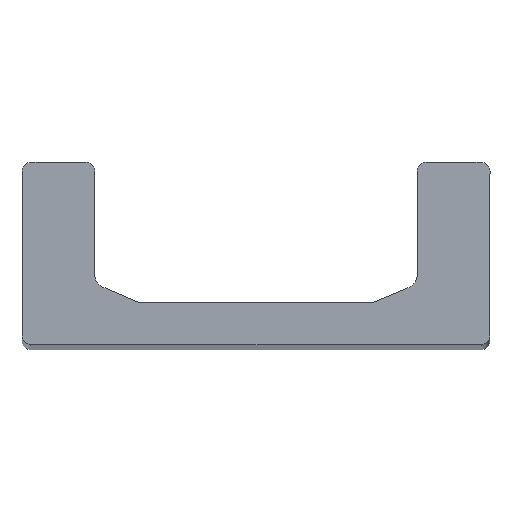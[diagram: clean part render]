
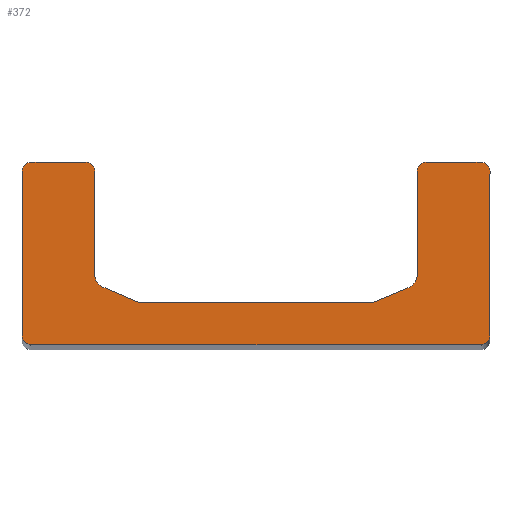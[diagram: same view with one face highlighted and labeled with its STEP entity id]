
A CAD part, top view. The second image highlights one B-rep face of the part: STEP entity #372.
In plain terms, the highlighted planar face has unit normal (0, 0, 1).
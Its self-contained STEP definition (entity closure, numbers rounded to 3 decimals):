
#1 = AXIS2_PLACEMENT_3D ( 'NONE', #463, #471, #472 ) ;
#2 = EDGE_CURVE ( 'NONE', #415, #424, #216, .T. ) ;
#3 = AXIS2_PLACEMENT_3D ( 'NONE', #466, #468, #469 ) ;
#4 = AXIS2_PLACEMENT_3D ( 'NONE', #457, #458, #459 ) ;
#5 = AXIS2_PLACEMENT_3D ( 'NONE', #494, #495, #496 ) ;
#7 = EDGE_CURVE ( 'NONE', #411, #419, #226, .T. ) ;
#8 = EDGE_CURVE ( 'NONE', #407, #406, #221, .T. ) ;
#12 = EDGE_CURVE ( 'NONE', #417, #410, #270, .T. ) ;
#15 = EDGE_CURVE ( 'NONE', #422, #402, #220, .T. ) ;
#16 = EDGE_CURVE ( 'NONE', #427, #418, #255, .T. ) ;
#23 = EDGE_CURVE ( 'NONE', #419, #417, #319, .T. ) ;
#27 = EDGE_CURVE ( 'NONE', #424, #427, #305, .T. ) ;
#28 = EDGE_CURVE ( 'NONE', #410, #415, #306, .T. ) ;
#29 = EDGE_CURVE ( 'NONE', #418, #408, #308, .T. ) ;
#30 = EDGE_CURVE ( 'NONE', #416, #422, #310, .T. ) ;
#31 = EDGE_CURVE ( 'NONE', #408, #416, #248, .T. ) ;
#32 = EDGE_CURVE ( 'NONE', #402, #399, #311, .T. ) ;
#33 = EDGE_CURVE ( 'NONE', #399, #397, #313, .T. ) ;
#34 = EDGE_CURVE ( 'NONE', #397, #396, #279, .T. ) ;
#35 = EDGE_CURVE ( 'NONE', #396, #400, #304, .T. ) ;
#36 = EDGE_CURVE ( 'NONE', #400, #407, #278, .T. ) ;
#38 = EDGE_CURVE ( 'NONE', #406, #411, #276, .T. ) ;
#59 = AXIS2_PLACEMENT_3D ( 'NONE', #467, #474, #475 ) ;
#60 = AXIS2_PLACEMENT_3D ( 'NONE', #470, #477, #478 ) ;
#62 = AXIS2_PLACEMENT_3D ( 'NONE', #473, #486, #487 ) ;
#63 = AXIS2_PLACEMENT_3D ( 'NONE', #476, #490, #491 ) ;
#80 = AXIS2_PLACEMENT_3D ( 'NONE', #570, #576, #577 ) ;
#153 = ORIENTED_EDGE ( 'NONE', *, *, #7, .T. ) ;
#154 = ORIENTED_EDGE ( 'NONE', *, *, #23, .T. ) ;
#164 = ORIENTED_EDGE ( 'NONE', *, *, #31, .T. ) ;
#165 = ORIENTED_EDGE ( 'NONE', *, *, #30, .T. ) ;
#166 = ORIENTED_EDGE ( 'NONE', *, *, #15, .T. ) ;
#167 = ORIENTED_EDGE ( 'NONE', *, *, #29, .T. ) ;
#168 = ORIENTED_EDGE ( 'NONE', *, *, #16, .T. ) ;
#169 = ORIENTED_EDGE ( 'NONE', *, *, #12, .T. ) ;
#170 = ORIENTED_EDGE ( 'NONE', *, *, #32, .T. ) ;
#171 = ORIENTED_EDGE ( 'NONE', *, *, #33, .T. ) ;
#172 = ORIENTED_EDGE ( 'NONE', *, *, #34, .T. ) ;
#173 = ORIENTED_EDGE ( 'NONE', *, *, #35, .T. ) ;
#174 = ORIENTED_EDGE ( 'NONE', *, *, #36, .T. ) ;
#175 = ORIENTED_EDGE ( 'NONE', *, *, #8, .T. ) ;
#176 = ORIENTED_EDGE ( 'NONE', *, *, #38, .T. ) ;
#185 = ORIENTED_EDGE ( 'NONE', *, *, #2, .T. ) ;
#186 = ORIENTED_EDGE ( 'NONE', *, *, #28, .T. ) ;
#187 = ORIENTED_EDGE ( 'NONE', *, *, #27, .T. ) ;
#216 = LINE ( 'NONE', #679, #217 ) ;
#217 = VECTOR ( 'NONE', #680, 1000. ) ;
#219 = VECTOR ( 'NONE', #391, 1000. ) ;
#220 = LINE ( 'NONE', #433, #250 ) ;
#221 = LINE ( 'NONE', #390, #263 ) ;
#226 = LINE ( 'NONE', #394, #219 ) ;
#239 = EDGE_LOOP ( 'NONE', ( #153, #154, #169, #186, #185, #187, #168, #167, #164, #165, #166, #170, #171, #172, #173, #174, #175, #176 ) ) ;
#248 = LINE ( 'NONE', #479, #307 ) ;
#250 = VECTOR ( 'NONE', #442, 1000. ) ;
#255 = LINE ( 'NONE', #443, #256 ) ;
#256 = VECTOR ( 'NONE', #444, 1000. ) ;
#263 = VECTOR ( 'NONE', #389, 1000. ) ;
#270 = LINE ( 'NONE', #435, #271 ) ;
#271 = VECTOR ( 'NONE', #436, 1000. ) ;
#276 = CIRCLE ( 'NONE', #5, 3. ) ;
#278 = CIRCLE ( 'NONE', #63, 3. ) ;
#279 = CIRCLE ( 'NONE', #62, 5. ) ;
#304 = LINE ( 'NONE', #488, #309 ) ;
#305 = CIRCLE ( 'NONE', #3, 3. ) ;
#306 = CIRCLE ( 'NONE', #1, 3. ) ;
#307 = VECTOR ( 'NONE', #480, 1000. ) ;
#308 = CIRCLE ( 'NONE', #59, 3. ) ;
#309 = VECTOR ( 'NONE', #489, 1000. ) ;
#310 = CIRCLE ( 'NONE', #60, 5. ) ;
#311 = LINE ( 'NONE', #481, #312 ) ;
#312 = VECTOR ( 'NONE', #482, 1000. ) ;
#313 = LINE ( 'NONE', #483, #314 ) ;
#314 = VECTOR ( 'NONE', #484, 1000. ) ;
#319 = CIRCLE ( 'NONE', #4, 3. ) ;
#335 = FACE_OUTER_BOUND ( 'NONE', #239, .T. ) ;
#372 = ADVANCED_FACE ( 'NONE', ( #335 ), #567, .T. ) ;
#389 = DIRECTION ( 'NONE',  ( -1., 0., 0. ) ) ;
#390 = CARTESIAN_POINT ( 'NONE',  ( -78.6, 61.2, 500. ) ) ;
#391 = DIRECTION ( 'NONE',  ( 0., -1., 0. ) ) ;
#394 = CARTESIAN_POINT ( 'NONE',  ( -78.6, 0., 500. ) ) ;
#396 = VERTEX_POINT ( 'NONE', #622 ) ;
#397 = VERTEX_POINT ( 'NONE', #623 ) ;
#399 = VERTEX_POINT ( 'NONE', #625 ) ;
#400 = VERTEX_POINT ( 'NONE', #626 ) ;
#402 = VERTEX_POINT ( 'NONE', #628 ) ;
#406 = VERTEX_POINT ( 'NONE', #631 ) ;
#407 = VERTEX_POINT ( 'NONE', #632 ) ;
#408 = VERTEX_POINT ( 'NONE', #633 ) ;
#410 = VERTEX_POINT ( 'NONE', #635 ) ;
#411 = VERTEX_POINT ( 'NONE', #636 ) ;
#415 = VERTEX_POINT ( 'NONE', #640 ) ;
#416 = VERTEX_POINT ( 'NONE', #641 ) ;
#417 = VERTEX_POINT ( 'NONE', #642 ) ;
#418 = VERTEX_POINT ( 'NONE', #643 ) ;
#419 = VERTEX_POINT ( 'NONE', #644 ) ;
#422 = VERTEX_POINT ( 'NONE', #647 ) ;
#424 = VERTEX_POINT ( 'NONE', #649 ) ;
#427 = VERTEX_POINT ( 'NONE', #652 ) ;
#433 = CARTESIAN_POINT ( 'NONE',  ( 39.2, 14., 500. ) ) ;
#435 = CARTESIAN_POINT ( 'NONE',  ( -78.6, 0., 500. ) ) ;
#436 = DIRECTION ( 'NONE',  ( 1., 0., 0. ) ) ;
#442 = DIRECTION ( 'NONE',  ( -0.921, -0.389, 0. ) ) ;
#443 = CARTESIAN_POINT ( 'NONE',  ( -78.6, 61.2, 500. ) ) ;
#444 = DIRECTION ( 'NONE',  ( -1., 0., 0. ) ) ;
#457 = CARTESIAN_POINT ( 'NONE',  ( -75.6, 3., 500. ) ) ;
#458 = DIRECTION ( 'NONE',  ( 0., 0., 1. ) ) ;
#459 = DIRECTION ( 'NONE',  ( 1., 0., 0. ) ) ;
#463 = CARTESIAN_POINT ( 'NONE',  ( 75.6, 3., 500. ) ) ;
#466 = CARTESIAN_POINT ( 'NONE',  ( 75.6, 58.2, 500. ) ) ;
#467 = CARTESIAN_POINT ( 'NONE',  ( 57.2, 58.2, 500. ) ) ;
#468 = DIRECTION ( 'NONE',  ( 0., 0., 1. ) ) ;
#469 = DIRECTION ( 'NONE',  ( 1., 0., 0. ) ) ;
#470 = CARTESIAN_POINT ( 'NONE',  ( 49.216, 23.652, 500. ) ) ;
#471 = DIRECTION ( 'NONE',  ( 0., 0., 1. ) ) ;
#472 = DIRECTION ( 'NONE',  ( 1., 0., 0. ) ) ;
#473 = CARTESIAN_POINT ( 'NONE',  ( -49.228, 23.778, 500. ) ) ;
#474 = DIRECTION ( 'NONE',  ( 0., 0., 1. ) ) ;
#475 = DIRECTION ( 'NONE',  ( 1., 0., 0. ) ) ;
#476 = CARTESIAN_POINT ( 'NONE',  ( -57.2, 58.2, 500. ) ) ;
#477 = DIRECTION ( 'NONE',  ( 0., 0., -1. ) ) ;
#478 = DIRECTION ( 'NONE',  ( 1., 0., 0. ) ) ;
#479 = CARTESIAN_POINT ( 'NONE',  ( 54.2, 23.25, 500. ) ) ;
#480 = DIRECTION ( 'NONE',  ( 0., -1., 0. ) ) ;
#481 = CARTESIAN_POINT ( 'NONE',  ( -39.2, 14., 500. ) ) ;
#482 = DIRECTION ( 'NONE',  ( -1., 0., 0. ) ) ;
#483 = CARTESIAN_POINT ( 'NONE',  ( -50.7, 19., 500. ) ) ;
#484 = DIRECTION ( 'NONE',  ( -0.917, 0.399, 0. ) ) ;
#486 = DIRECTION ( 'NONE',  ( 0., 0., -1. ) ) ;
#487 = DIRECTION ( 'NONE',  ( 1., 0., 0. ) ) ;
#488 = CARTESIAN_POINT ( 'NONE',  ( -54.2, 58.2, 500. ) ) ;
#489 = DIRECTION ( 'NONE',  ( 0., 1., 0. ) ) ;
#490 = DIRECTION ( 'NONE',  ( 0., 0., 1. ) ) ;
#491 = DIRECTION ( 'NONE',  ( 1., 0., 0. ) ) ;
#494 = CARTESIAN_POINT ( 'NONE',  ( -75.6, 58.2, 500. ) ) ;
#495 = DIRECTION ( 'NONE',  ( 0., 0., 1. ) ) ;
#496 = DIRECTION ( 'NONE',  ( 1., 0., 0. ) ) ;
#567 = PLANE ( 'NONE',  #80 ) ;
#570 = CARTESIAN_POINT ( 'NONE',  ( 78.6, 0., 500. ) ) ;
#576 = DIRECTION ( 'NONE',  ( 0., 0., 1. ) ) ;
#577 = DIRECTION ( 'NONE',  ( 1., 0., 0. ) ) ;
#622 = CARTESIAN_POINT ( 'NONE',  ( -54.2, 23.25, 500. ) ) ;
#623 = CARTESIAN_POINT ( 'NONE',  ( -50.7, 19., 500. ) ) ;
#625 = CARTESIAN_POINT ( 'NONE',  ( -39.2, 14., 500. ) ) ;
#626 = CARTESIAN_POINT ( 'NONE',  ( -54.2, 58.2, 500. ) ) ;
#628 = CARTESIAN_POINT ( 'NONE',  ( 39.2, 14., 500. ) ) ;
#631 = CARTESIAN_POINT ( 'NONE',  ( -75.6, 61.2, 500. ) ) ;
#632 = CARTESIAN_POINT ( 'NONE',  ( -57.2, 61.2, 500. ) ) ;
#633 = CARTESIAN_POINT ( 'NONE',  ( 54.2, 58.2, 500. ) ) ;
#635 = CARTESIAN_POINT ( 'NONE',  ( 75.6, 0., 500. ) ) ;
#636 = CARTESIAN_POINT ( 'NONE',  ( -78.6, 58.2, 500. ) ) ;
#640 = CARTESIAN_POINT ( 'NONE',  ( 78.6, 3., 500. ) ) ;
#641 = CARTESIAN_POINT ( 'NONE',  ( 54.2, 23.25, 500. ) ) ;
#642 = CARTESIAN_POINT ( 'NONE',  ( -75.6, 0., 500. ) ) ;
#643 = CARTESIAN_POINT ( 'NONE',  ( 57.2, 61.2, 500. ) ) ;
#644 = CARTESIAN_POINT ( 'NONE',  ( -78.6, 3., 500. ) ) ;
#647 = CARTESIAN_POINT ( 'NONE',  ( 51.05, 19., 500. ) ) ;
#649 = CARTESIAN_POINT ( 'NONE',  ( 78.6, 58.2, 500. ) ) ;
#652 = CARTESIAN_POINT ( 'NONE',  ( 75.6, 61.2, 500. ) ) ;
#679 = CARTESIAN_POINT ( 'NONE',  ( 78.6, 0., 500. ) ) ;
#680 = DIRECTION ( 'NONE',  ( 0., 1., 0. ) ) ;
